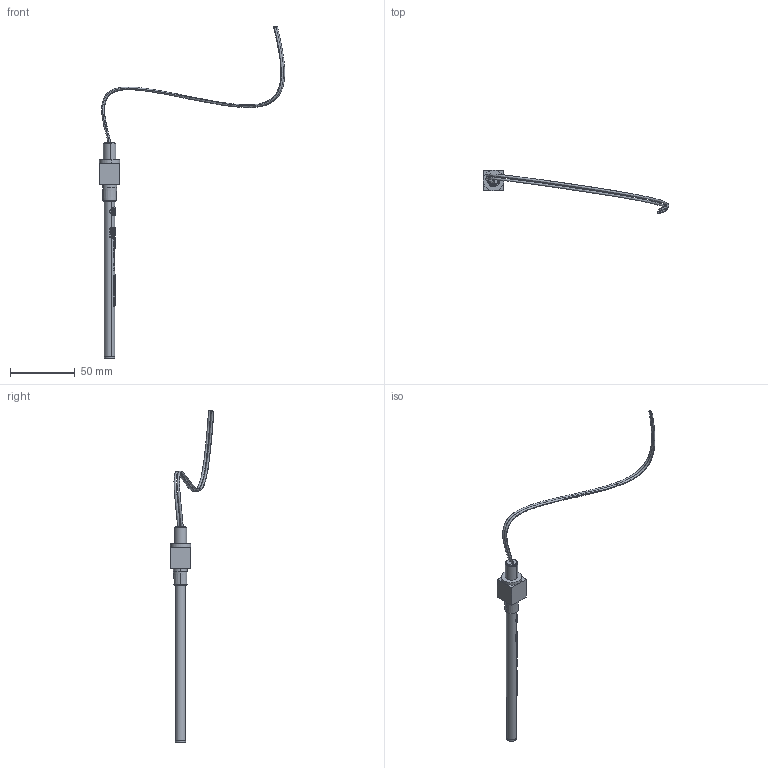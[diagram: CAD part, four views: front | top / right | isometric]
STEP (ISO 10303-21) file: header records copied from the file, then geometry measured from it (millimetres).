
FILE_DESCRIPTION (( 'STEP AP203' ), '1' );
FILE_NAME ('HTM030-XX-NF-X SEP2017 203.STEP', '2017-09-01T17:54:32', ( '' ), ( '' ), 'SwSTEP 2.0', 'SolidWorks 2017', '' );
FILE_SCHEMA (( 'CONFIG_CONTROL_DESIGN' ));
Length unit declared in the file: inch
Products named in the file (1): HTM030-XX-NF-X SEP2017 203
Bounding box: 142.81 x 33.73 x 255.74 mm (x, y, z)
Volume: 10317.9 mm3; surface area: 17130.1 mm2
Topology: 119 solids, 119 shells, 1839 faces, 4880 edges, 3201 vertices
Faces by surface type: plane 831, bspline 561, cylinder 427, cone 20
Entity records: 63291 total; most frequent: CARTESIAN_POINT 21479, ORIENTED_EDGE 9760, DIRECTION 7083, EDGE_CURVE 4880, VERTEX_POINT 3201, LINE 2495, VECTOR 2495, AXIS2_PLACEMENT_3D 2294
